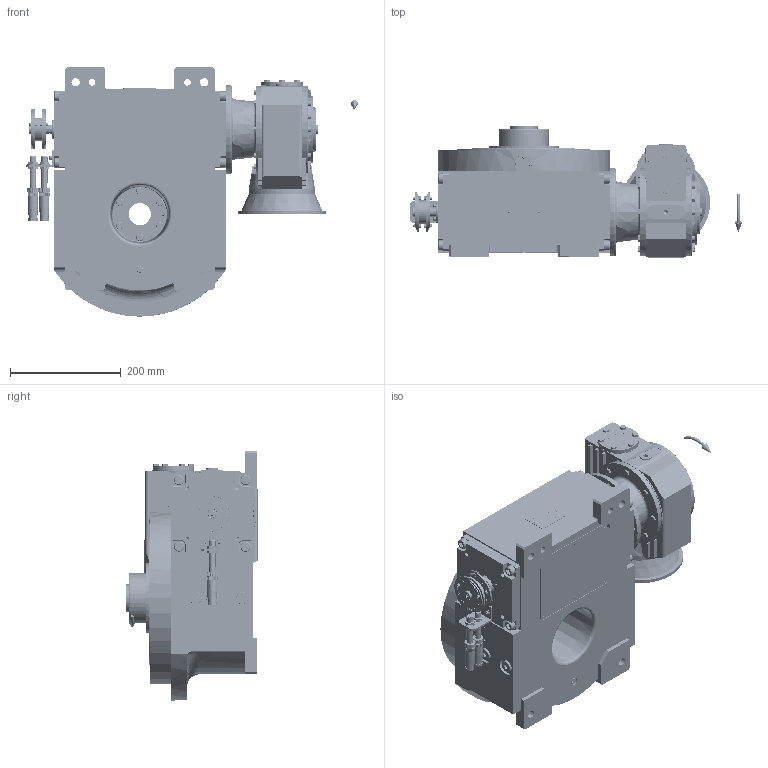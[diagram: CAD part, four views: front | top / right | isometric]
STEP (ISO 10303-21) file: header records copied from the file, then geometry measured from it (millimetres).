
FILE_DESCRIPTION (( 'STEP AP203' ), '1' );
FILE_NAME ('PC5201995.step', '2026-04-01T07:15:30', ( '' ), ( '' ), 'SwSTEP 2.0', 'SolidWorks 2020', '' );
FILE_SCHEMA (( 'CONFIG_CONTROL_DESIGN' ));
Length unit declared in the file: millimetre
Products named in the file (96): AS_rig09_014; cfn2055_01_002; cfn2000_01_081; AS_rig09_016; CFN2223_02_003.stp; cfn2155_01_095; cfn2000_01_161; cfn2107_01_001; CFN2010_01_020.stp; AS_rig09_004; cfn2000_01_126; 900_00_00_005; AS_900_38_30_003; cfn2128_19_002; cfn2151_01_170; CFN2000_01_185.stp; cfn2003_01_054; cfn2104_01_005; cfn2000_01_099; cfn2155_01_196; cfn2151_01_115; rig09_004; CFN2356_03_053.stp; cfn2276_01_056; CFN2155_01_195.stp; cfn2000_01_184; CFN2104_02_018.stp; rig09_016; rig09_001_a; AS_rig09_071_6_m; AS_900_38_10_028; RIG09_021_AF0.stp; AS_cfn2476_01_002_60x46; cfn2476_01_002_60x46; freccia_angolare; freccia_angolare_albero; PC5201995; cfn2104_01_018; cfn2115_02_057; RIG09_005_ASM.stp ...
Assembly tree (88 placements, depth 5):
  CFN2223_02_003.stp
  CFN2010_01_020.stp
  cfn2151_01_170
  cfn2151_01_115
  CFN2356_03_053.stp
Bounding box: 599.5 x 237 x 450 mm (x, y, z)
Volume: 9274910.3 mm3; surface area: 1646540.1 mm2
Topology: 76 solids, 85 shells, 5728 faces, 14444 edges, 9138 vertices
Faces by surface type: plane 2686, cylinder 1840, cone 994, torus 202, sphere 4, bspline 2
Entity records: 161275 total; most frequent: CARTESIAN_POINT 40926, DIRECTION 23193, ORIENTED_EDGE 22886, EDGE_CURVE 11443, AXIS2_PLACEMENT_3D 8552, VERTEX_POINT 7309, VECTOR 6089, LINE 6089
